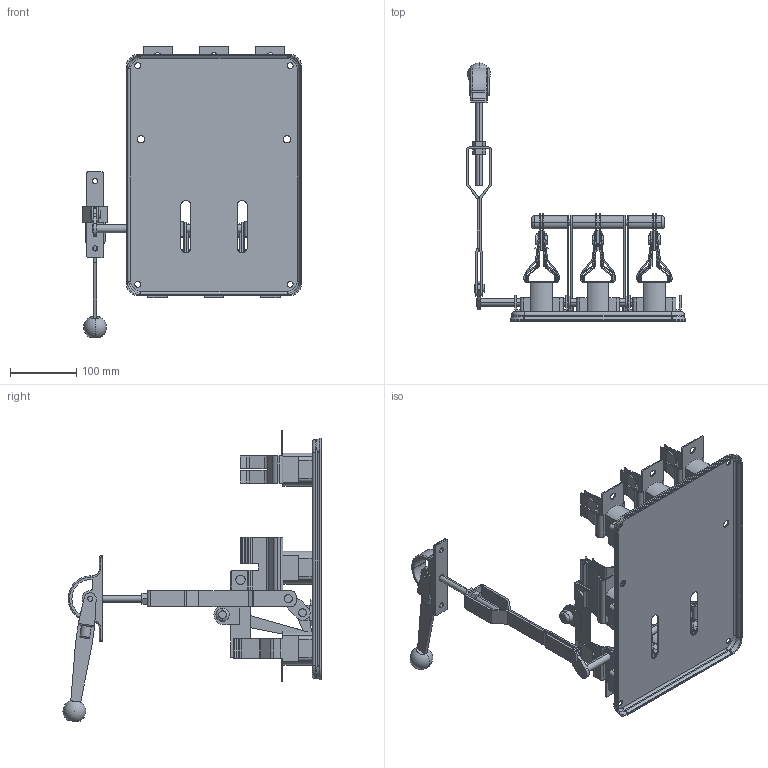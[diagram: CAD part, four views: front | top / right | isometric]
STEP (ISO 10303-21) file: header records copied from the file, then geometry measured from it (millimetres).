
FILE_DESCRIPTION (( 'STEP AP203' ), '1' );
FILE_NAME ('Ðàçúåäèíèòåëü ÐÏÑ-4 400À ëåâûé ïðèâîä, áåç ÏÏÍ (rps-400l).STEP', '2018-09-04T06:57:23', ( '' ), ( '' ), 'SwSTEP 2.0', 'SolidWorks 2017', '' );
FILE_SCHEMA (( 'CONFIG_CONTROL_DESIGN' ));
Length unit declared in the file: millimetre
Products named in the file (1): Ðàçúåäèíèòåëü ÐÏÑ-4 400À ëåâûé ïðèâîä, áåç ÏÏÍ (rps-400l)
Bounding box: 331.35 x 389.62 x 440.32 mm (x, y, z)
Volume: 1536678 mm3; surface area: 654201.7 mm2
Topology: 51 solids, 53 shells, 1696 faces, 3989 edges, 2417 vertices
Faces by surface type: plane 1096, cylinder 548, torus 26, bspline 24, sphere 2
Entity records: 48944 total; most frequent: CARTESIAN_POINT 9391, DIRECTION 8441, ORIENTED_EDGE 7968, EDGE_CURVE 3984, AXIS2_PLACEMENT_3D 2836, VECTOR 2769, LINE 2769, VERTEX_POINT 2414
